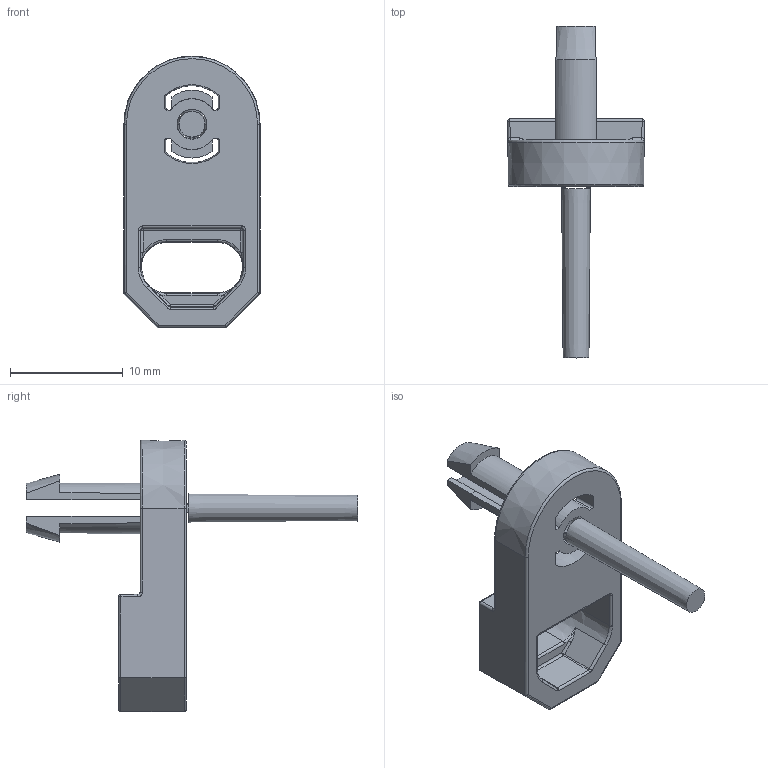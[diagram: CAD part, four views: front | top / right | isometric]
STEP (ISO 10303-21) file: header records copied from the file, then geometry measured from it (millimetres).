
FILE_DESCRIPTION(/* description */ (''),/* implementation_level */ '2;1');
FILE_NAME(/* name */ '01330000035 Wandlasche MBI BK - VE.stp',/* time_stamp */ '2023-11-06T08:27:39+01:00',/* author */ ('alexander.rose'),/* organization */ (''),/* preprocessor_version */ 'ST-DEVELOPER v18.1',/* originating_system */ 'Autodesk Inventor 2022',/* authorisation */ '');
FILE_SCHEMA (('AUTOMOTIVE_DESIGN { 1 0 10303 214 3 1 1 }'));
Length unit declared in the file: millimetre
Products named in the file (1): 01330000035 Wandlasche MBI BK - VE
Bounding box: 12.1 x 29.4 x 24.08 mm (x, y, z)
Volume: 910.8 mm3; surface area: 1410.4 mm2
Topology: 1 solids, 1 shells, 168 faces, 414 edges, 232 vertices
Faces by surface type: cylinder 58, plane 50, bspline 20, torus 14, cone 14, sphere 12
Entity records: 5353 total; most frequent: CARTESIAN_POINT 1491, DIRECTION 818, ORIENTED_EDGE 800, EDGE_CURVE 400, AXIS2_PLACEMENT_3D 321, VERTEX_POINT 232, EDGE_LOOP 176, LINE 176
